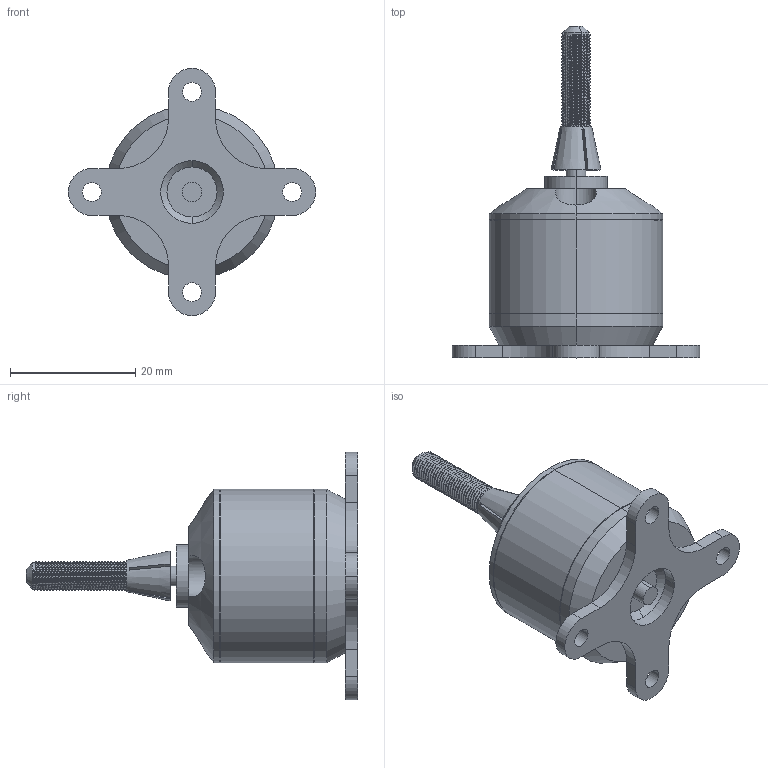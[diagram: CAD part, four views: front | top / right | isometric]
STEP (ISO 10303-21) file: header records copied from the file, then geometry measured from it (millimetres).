
FILE_DESCRIPTION (( 'STEP AP203' ), '1' );
FILE_NAME ('BR2212 Assem..STEP', '2019-02-23T17:18:15', ( '' ), ( '' ), 'SwSTEP 2.0', 'SolidWorks 2018', '' );
FILE_SCHEMA (( 'CONFIG_CONTROL_DESIGN' ));
Length unit declared in the file: millimetre
Products named in the file (4): BR2212 Assem.; BR2212 Stock; BR2212 Mount; BR2212 Body
Assembly tree (3 placements, depth 2):
  BR2212 Assem.
    BR2212 Body
    BR2212 Mount
    BR2212 Stock
Bounding box: 39.5 x 53 x 39.5 mm (x, y, z)
Volume: 14874.6 mm3; surface area: 5891 mm2
Topology: 3 solids, 3 shells, 261 faces, 696 edges, 454 vertices
Faces by surface type: cylinder 184, plane 52, bspline 15, cone 10
Entity records: 15750 total; most frequent: CARTESIAN_POINT 9579, ORIENTED_EDGE 1392, DIRECTION 1057, EDGE_CURVE 696, VERTEX_POINT 454, AXIS2_PLACEMENT_3D 396, EDGE_LOOP 284, VECTOR 265
